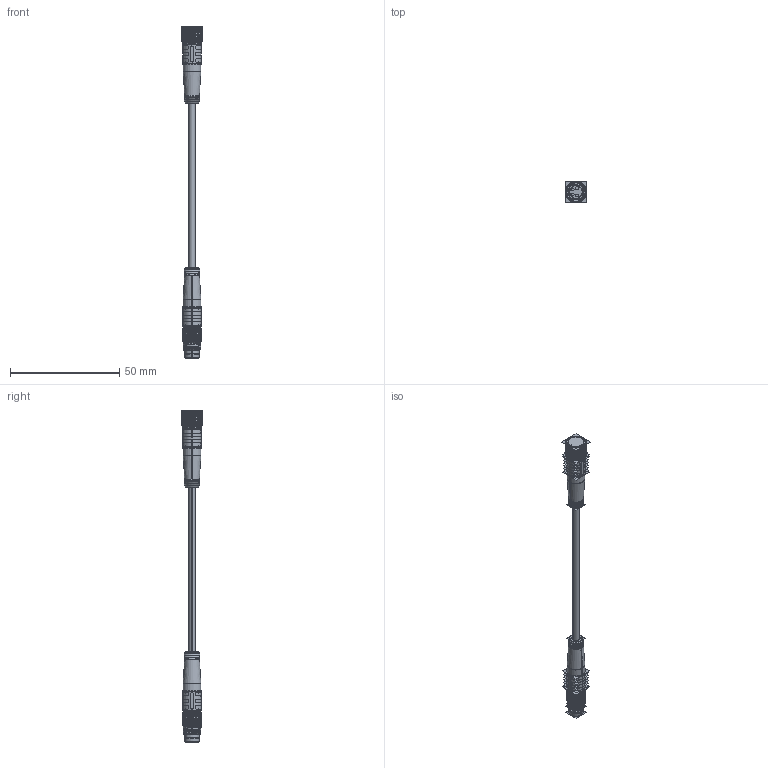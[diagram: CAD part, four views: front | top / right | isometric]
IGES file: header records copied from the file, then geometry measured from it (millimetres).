
Start section:  PTC IGES file: 214716.igs
Global section: file name: 214716.igs; native system: Creo Parametric by PTC Inc.; preprocessor: 2018300; author: pdmadmin; organization: Unknown; date: 20191030.105308; units: millimetre
Bounding box: 9.54 x 9.54 x 152.18 mm (x, y, z)
Volume: 3745.8 mm3; surface area: 171562.1 mm2
Topology: 15 solids, 15 shells, 8568 faces, 41196 edges, 50130 vertices
Faces by surface type: bspline 6264, revolution 2304
